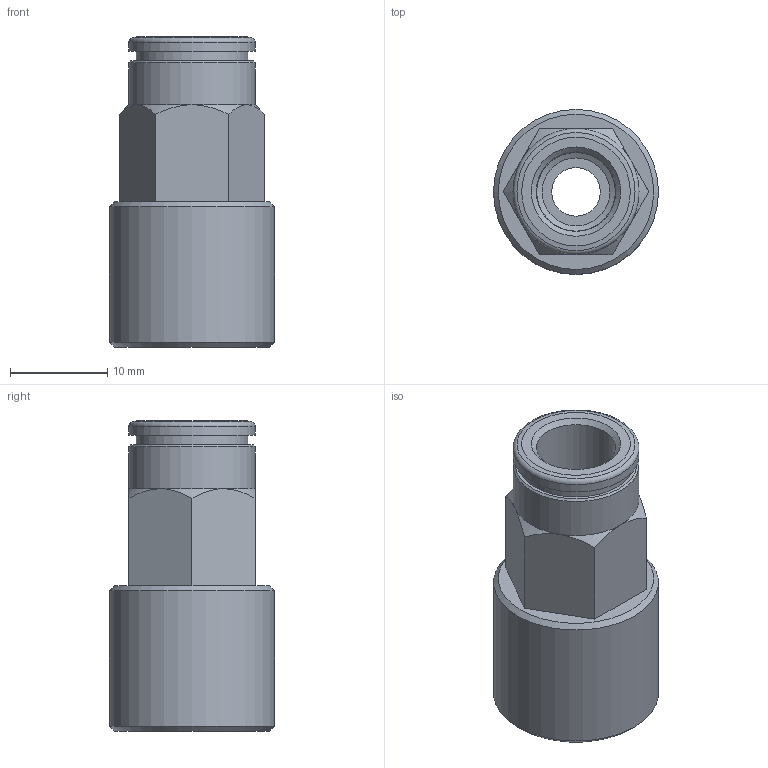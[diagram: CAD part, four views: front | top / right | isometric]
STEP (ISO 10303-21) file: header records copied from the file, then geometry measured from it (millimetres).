
FILE_DESCRIPTION(/* description */ ('Quick connection G1/4" female ø 8mm'),/* implementation_level */ '2;1');
FILE_NAME(/* name */ '290_1060_Steckverschraubung_D8.stp',/* time_stamp */ '2018-03-08T15:49:54+01:00',/* author */ ('PascalZweiacker'),/* organization */ (''),/* preprocessor_version */ 'ST-DEVELOPER v17',/* originating_system */ 'Autodesk Inventor 2018',/* authorisation */ '');
FILE_SCHEMA (('AUTOMOTIVE_DESIGN { 1 0 10303 214 3 1 1 }'));
Length unit declared in the file: millimetre
Products named in the file (1): 290.1060
Bounding box: 17 x 17 x 32 mm (x, y, z)
Volume: 3403.8 mm3; surface area: 3386.8 mm2
Topology: 2 solids, 2 shells, 46 faces, 125 edges, 88 vertices
Faces by surface type: cone 18, plane 15, cylinder 12, torus 1
Full cylindrical faces by diameter (mm): 5 x1, 7 x1, 8.1 x1, 8.2 x1, 10.1 x1, 11 x1, 11.445 x1, 11.5 x1, 11.6 x1, 13 x2, 17 x1
Entity records: 1619 total; most frequent: DIRECTION 284, CARTESIAN_POINT 284, ORIENTED_EDGE 250, EDGE_CURVE 125, AXIS2_PLACEMENT_3D 124, VERTEX_POINT 88, CIRCLE 77, EDGE_LOOP 55
